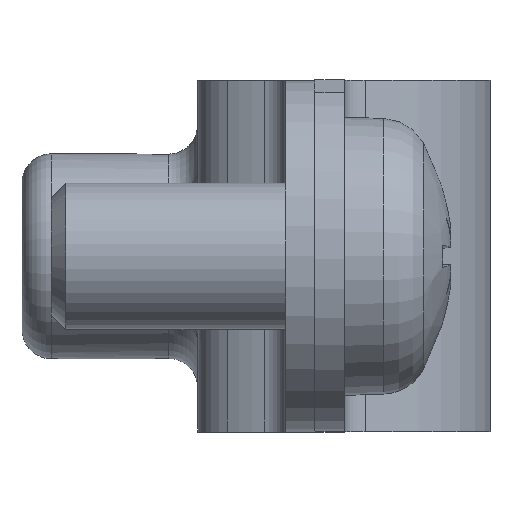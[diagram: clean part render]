
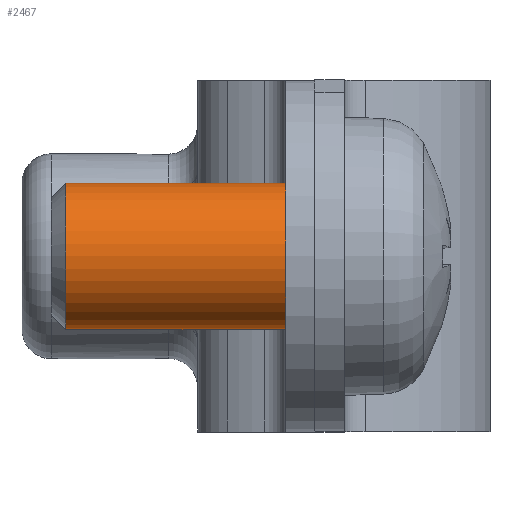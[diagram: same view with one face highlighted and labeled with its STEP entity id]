
A CAD part, left-side view. The second image highlights one B-rep face of the part: STEP entity #2467.
In plain terms, the highlighted cylindrical face has radius 2.5 mm (diameter 5 mm), a full revolution.
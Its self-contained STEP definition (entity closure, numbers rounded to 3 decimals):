
#202=CYLINDRICAL_SURFACE('',#2828,2.5);
#323=FACE_OUTER_BOUND('',#481,.T.);
#481=EDGE_LOOP('',(#2063,#2064,#2065,#2066,#2067,#2068));
#637=LINE('',#4494,#767);
#767=VECTOR('',#3489,2.5);
#897=CIRCLE('',#2826,2.5);
#898=CIRCLE('',#2827,2.5);
#899=CIRCLE('',#2829,2.5);
#900=CIRCLE('',#2830,2.5);
#1100=VERTEX_POINT('',#4487);
#1101=VERTEX_POINT('',#4489);
#1102=VERTEX_POINT('',#4493);
#1103=VERTEX_POINT('',#4495);
#1434=EDGE_CURVE('',#1100,#1101,#897,.T.);
#1435=EDGE_CURVE('',#1101,#1100,#898,.T.);
#1436=EDGE_CURVE('',#1101,#1102,#637,.T.);
#1437=EDGE_CURVE('',#1102,#1103,#899,.T.);
#1438=EDGE_CURVE('',#1103,#1102,#900,.T.);
#2063=ORIENTED_EDGE('',*,*,#1434,.F.);
#2064=ORIENTED_EDGE('',*,*,#1435,.F.);
#2065=ORIENTED_EDGE('',*,*,#1436,.T.);
#2066=ORIENTED_EDGE('',*,*,#1437,.T.);
#2067=ORIENTED_EDGE('',*,*,#1438,.T.);
#2068=ORIENTED_EDGE('',*,*,#1436,.F.);
#2467=ADVANCED_FACE('',(#323),#202,.T.);
#2826=AXIS2_PLACEMENT_3D('',#4490,#3483,#3484);
#2827=AXIS2_PLACEMENT_3D('',#4491,#3485,#3486);
#2828=AXIS2_PLACEMENT_3D('',#4492,#3487,#3488);
#2829=AXIS2_PLACEMENT_3D('',#4496,#3490,#3491);
#2830=AXIS2_PLACEMENT_3D('',#4497,#3492,#3493);
#3483=DIRECTION('center_axis',(1.,0.,0.));
#3484=DIRECTION('ref_axis',(0.,-1.,0.));
#3485=DIRECTION('center_axis',(1.,0.,0.));
#3486=DIRECTION('ref_axis',(0.,-1.,0.));
#3487=DIRECTION('center_axis',(1.,0.,0.));
#3488=DIRECTION('ref_axis',(0.,1.,0.));
#3489=DIRECTION('',(-1.,0.,0.));
#3490=DIRECTION('center_axis',(1.,0.,0.));
#3491=DIRECTION('ref_axis',(0.,1.,0.));
#3492=DIRECTION('center_axis',(1.,0.,0.));
#3493=DIRECTION('ref_axis',(0.,1.,0.));
#4487=CARTESIAN_POINT('',(9.509,2.5,0.));
#4489=CARTESIAN_POINT('',(9.509,-2.5,0.));
#4490=CARTESIAN_POINT('Origin',(9.509,0.,0.));
#4491=CARTESIAN_POINT('Origin',(9.509,0.,0.));
#4492=CARTESIAN_POINT('Origin',(5.8,0.,0.));
#4493=CARTESIAN_POINT('',(1.6,-2.5,0.));
#4494=CARTESIAN_POINT('',(5.8,-2.5,0.));
#4495=CARTESIAN_POINT('',(1.6,2.5,0.));
#4496=CARTESIAN_POINT('Origin',(1.6,0.,0.));
#4497=CARTESIAN_POINT('Origin',(1.6,0.,0.));
